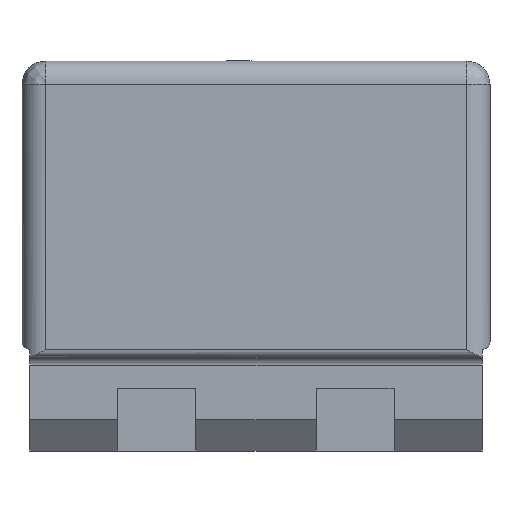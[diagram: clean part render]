
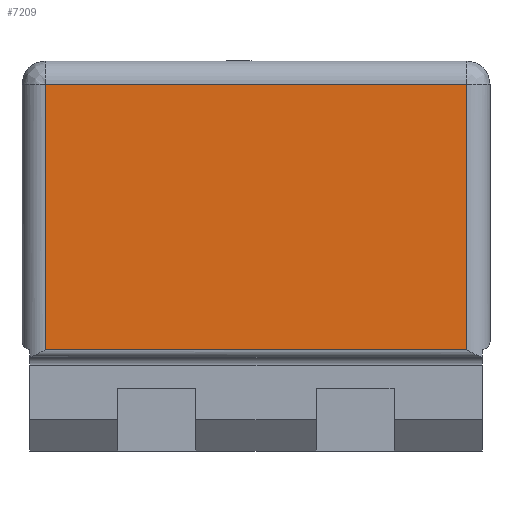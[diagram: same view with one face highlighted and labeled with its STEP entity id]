
A CAD part, left-side view. The second image highlights one B-rep face of the part: STEP entity #7209.
In plain terms, the highlighted planar face has unit normal (-1, 0, 0).
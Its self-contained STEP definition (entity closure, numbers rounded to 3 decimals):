
#5046 = VERTEX_POINT('',#5047);
#5047 = CARTESIAN_POINT('',(-4.6,2.7,4.7));
#5054 = EDGE_CURVE('',#5046,#5055,#5057,.T.);
#5055 = VERTEX_POINT('',#5056);
#5056 = CARTESIAN_POINT('',(-4.6,-2.7,4.7));
#5057 = LINE('',#5058,#5059);
#5058 = CARTESIAN_POINT('',(-4.6,3.,4.7));
#5059 = VECTOR('',#5060,1.);
#5060 = DIRECTION('',(0.,-1.,0.));
#7209 = ADVANCED_FACE('',(#7210),#7235,.T.);
#7210 = FACE_BOUND('',#7211,.T.);
#7211 = EDGE_LOOP('',(#7212,#7213,#7221,#7229));
#7212 = ORIENTED_EDGE('',*,*,#5054,.F.);
#7213 = ORIENTED_EDGE('',*,*,#7214,.T.);
#7214 = EDGE_CURVE('',#5046,#7215,#7217,.T.);
#7215 = VERTEX_POINT('',#7216);
#7216 = CARTESIAN_POINT('',(-4.6,2.7,1.3));
#7217 = LINE('',#7218,#7219);
#7218 = CARTESIAN_POINT('',(-4.6,2.7,5.));
#7219 = VECTOR('',#7220,1.);
#7220 = DIRECTION('',(0.,0.,-1.));
#7221 = ORIENTED_EDGE('',*,*,#7222,.T.);
#7222 = EDGE_CURVE('',#7215,#7223,#7225,.T.);
#7223 = VERTEX_POINT('',#7224);
#7224 = CARTESIAN_POINT('',(-4.6,-2.7,1.3));
#7225 = LINE('',#7226,#7227);
#7226 = CARTESIAN_POINT('',(-4.6,3.,1.3));
#7227 = VECTOR('',#7228,1.);
#7228 = DIRECTION('',(0.,-1.,0.));
#7229 = ORIENTED_EDGE('',*,*,#7230,.T.);
#7230 = EDGE_CURVE('',#7223,#5055,#7231,.T.);
#7231 = LINE('',#7232,#7233);
#7232 = CARTESIAN_POINT('',(-4.6,-2.7,5.));
#7233 = VECTOR('',#7234,1.);
#7234 = DIRECTION('',(0.,0.,1.));
#7235 = PLANE('',#7236);
#7236 = AXIS2_PLACEMENT_3D('',#7237,#7238,#7239);
#7237 = CARTESIAN_POINT('',(-4.6,3.,5.));
#7238 = DIRECTION('',(-1.,0.,0.));
#7239 = DIRECTION('',(0.,-1.,0.));
